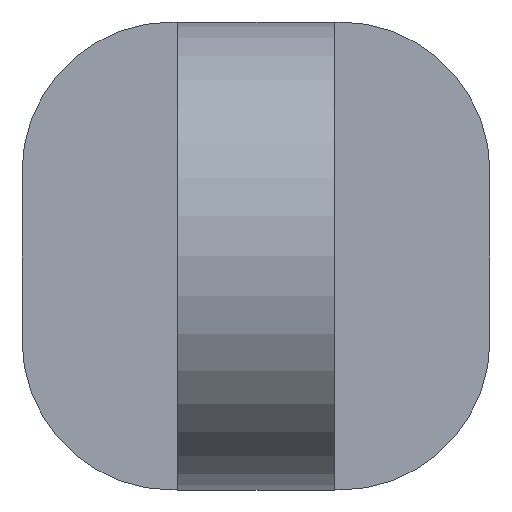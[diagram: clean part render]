
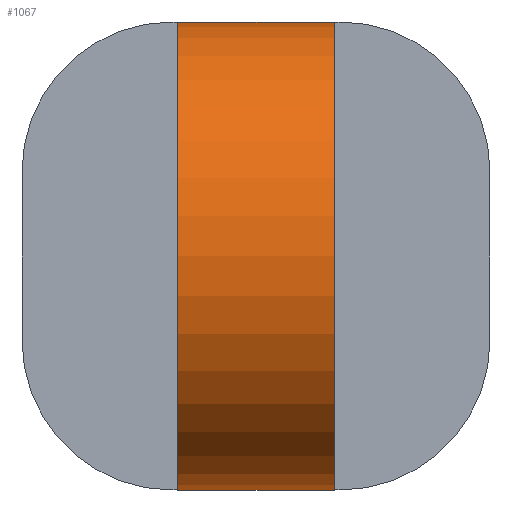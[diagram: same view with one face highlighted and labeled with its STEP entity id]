
A CAD part, left-side view. The second image highlights one B-rep face of the part: STEP entity #1067.
In plain terms, the highlighted cylindrical face has radius 15.884 mm (diameter 31.769 mm), a partial arc.
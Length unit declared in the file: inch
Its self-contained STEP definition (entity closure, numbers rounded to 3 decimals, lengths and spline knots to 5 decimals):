
#59=FACE_OUTER_BOUND('',#115,.T.);
#115=EDGE_LOOP('',(#761,#762,#763,#764));
#175=LINE('',#1593,#285);
#188=LINE('',#1629,#298);
#285=VECTOR('',#1259,0.3937);
#298=VECTOR('',#1292,0.3937);
#395=CIRCLE('',#1148,0.62537);
#396=CIRCLE('',#1149,0.62537);
#448=VERTEX_POINT('',#1590);
#449=VERTEX_POINT('',#1592);
#461=VERTEX_POINT('',#1626);
#462=VERTEX_POINT('',#1628);
#558=EDGE_CURVE('',#448,#449,#175,.T.);
#576=EDGE_CURVE('',#461,#462,#188,.T.);
#583=EDGE_CURVE('',#462,#448,#395,.T.);
#584=EDGE_CURVE('',#449,#461,#396,.T.);
#761=ORIENTED_EDGE('',*,*,#583,.F.);
#762=ORIENTED_EDGE('',*,*,#576,.F.);
#763=ORIENTED_EDGE('',*,*,#584,.F.);
#764=ORIENTED_EDGE('',*,*,#558,.F.);
#1036=CYLINDRICAL_SURFACE('',#1147,0.62537);
#1067=ADVANCED_FACE('',(#59),#1036,.T.);
#1147=AXIS2_PLACEMENT_3D('',#1640,#1305,#1306);
#1148=AXIS2_PLACEMENT_3D('',#1641,#1307,#1308);
#1149=AXIS2_PLACEMENT_3D('',#1642,#1309,#1310);
#1259=DIRECTION('',(0.,1.,0.));
#1292=DIRECTION('',(0.,-1.,0.));
#1305=DIRECTION('center_axis',(0.,-1.,0.));
#1306=DIRECTION('ref_axis',(0.034,0.,-0.999));
#1307=DIRECTION('center_axis',(0.,-1.,0.));
#1308=DIRECTION('ref_axis',(0.034,0.,-0.999));
#1309=DIRECTION('center_axis',(0.,1.,0.));
#1310=DIRECTION('ref_axis',(0.034,0.,-0.999));
#1590=CARTESIAN_POINT('',(-0.02118,0.416,0.));
#1592=CARTESIAN_POINT('',(-0.02118,0.834,0.));
#1593=CARTESIAN_POINT('',(-0.02118,0.834,0.));
#1626=CARTESIAN_POINT('',(-0.02118,0.834,1.25));
#1628=CARTESIAN_POINT('',(-0.02118,0.416,1.25));
#1629=CARTESIAN_POINT('',(-0.02118,0.834,1.25));
#1640=CARTESIAN_POINT('Origin',(0.00037,0.834,0.625));
#1641=CARTESIAN_POINT('Origin',(0.00037,0.416,0.625));
#1642=CARTESIAN_POINT('Origin',(0.00037,0.834,0.625));
